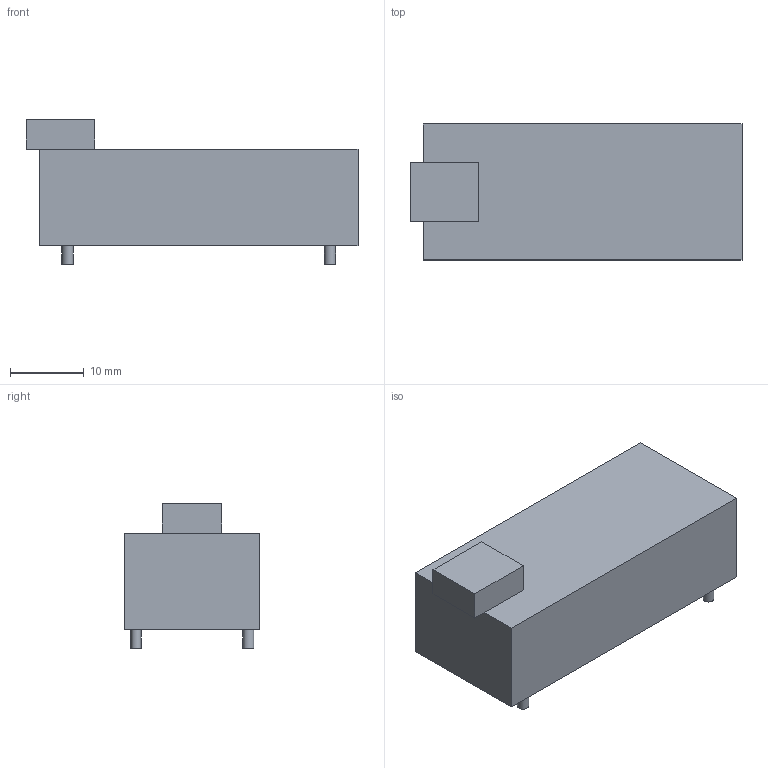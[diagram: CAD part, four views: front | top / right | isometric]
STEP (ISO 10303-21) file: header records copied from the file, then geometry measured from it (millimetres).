
FILE_DESCRIPTION(('HOOPS Exchange Step'),'2;1');
FILE_NAME('3c27c35f72af5ed83ecd71aa0766664220200328-3353-148to9f.SLDPRT.step','2020-03-28T05:23:36+00:00',('converter2'),('Unknown organisation'),'HOOPS Exchange 2019.2','HOOPS Exchange','Unknown authorisation');
FILE_SCHEMA( ('AUTOMOTIVE_DESIGN { 1 0 10303 214 1 1 1 1 }') );
Length unit declared in the file: inch
Products named in the file (2): Default; 3c27c35f72af5ed83ecd71aa0766664220200328-3353-148to9f
Assembly tree (1 placements, depth 2):
  3c27c35f72af5ed83ecd71aa0766664220200328-3353-148to9f
    Default
Bounding box: 45.01 x 18.41 x 19.63 mm (x, y, z)
Volume: 10717.9 mm3; surface area: 3416.8 mm2
Topology: 1 solids, 1 shells, 20 faces, 48 edges, 34 vertices
Faces by surface type: plane 16, cylinder 4
Full cylindrical faces by diameter (mm): 1.343 x1, 1.443 x1, 1.524 x1, 1.54 x1
Entity records: 647 total; most frequent: DIRECTION 110, CARTESIAN_POINT 105, ORIENTED_EDGE 96, EDGE_CURVE 48, AXIS2_PLACEMENT_3D 39, VERTEX_POINT 34, VECTOR 32, LINE 32
